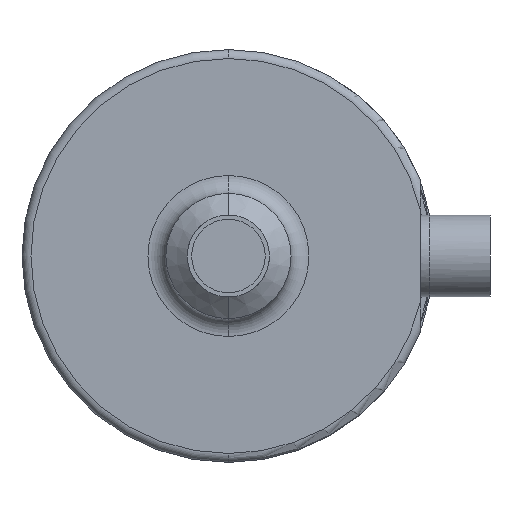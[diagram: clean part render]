
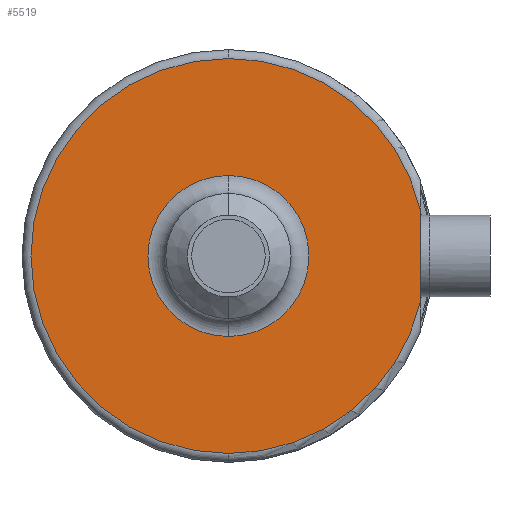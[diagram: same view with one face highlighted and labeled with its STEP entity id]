
A CAD part, front view. The second image highlights one B-rep face of the part: STEP entity #5519.
In plain terms, the highlighted planar face has unit normal (0, -1, 0).
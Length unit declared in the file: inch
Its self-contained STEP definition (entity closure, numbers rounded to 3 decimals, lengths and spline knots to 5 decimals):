
#139 = LINE ( 'NONE', #1589, #2035 ) ;
#294 = DIRECTION ( 'NONE',  ( 0., 0., -1. ) ) ;
#351 = DIRECTION ( 'NONE',  ( 0., 1., 0. ) ) ;
#417 = CARTESIAN_POINT ( 'NONE',  ( 2.685, 0.54, -0.63904 ) ) ;
#489 = CIRCLE ( 'NONE', #2572, 2.76 ) ;
#567 = ORIENTED_EDGE ( 'NONE', *, *, #3737, .T. ) ;
#730 = VERTEX_POINT ( 'NONE', #1049 ) ;
#961 = ORIENTED_EDGE ( 'NONE', *, *, #2622, .T. ) ;
#1049 = CARTESIAN_POINT ( 'NONE',  ( 0., 0.54, -2.76 ) ) ;
#1078 = CARTESIAN_POINT ( 'NONE',  ( 0., 0.54, 0. ) ) ;
#1096 = DIRECTION ( 'NONE',  ( 0., 1., 0. ) ) ;
#1232 = CARTESIAN_POINT ( 'NONE',  ( -2.76, 0.54, 0. ) ) ;
#1334 = EDGE_CURVE ( 'NONE', #5332, #730, #489, .T. ) ;
#1428 = VERTEX_POINT ( 'NONE', #2049 ) ;
#1474 = DIRECTION ( 'NONE',  ( 0., 0., 1. ) ) ;
#1589 = CARTESIAN_POINT ( 'NONE',  ( 2.685, 0.54, 0. ) ) ;
#1736 = AXIS2_PLACEMENT_3D ( 'NONE', #1232, #3526, #294 ) ;
#1886 = ORIENTED_EDGE ( 'NONE', *, *, #2315, .F. ) ;
#2035 = VECTOR ( 'NONE', #5951, 39.37008 ) ;
#2049 = CARTESIAN_POINT ( 'NONE',  ( 0., 0.54, 1.125 ) ) ;
#2082 = CARTESIAN_POINT ( 'NONE',  ( 0., 0.54, 0. ) ) ;
#2115 = AXIS2_PLACEMENT_3D ( 'NONE', #2082, #4013, #4496 ) ;
#2119 = EDGE_LOOP ( 'NONE', ( #2208, #4584, #1886, #2133 ) ) ;
#2133 = ORIENTED_EDGE ( 'NONE', *, *, #1334, .F. ) ;
#2194 = CIRCLE ( 'NONE', #4751, 2.76 ) ;
#2199 = CARTESIAN_POINT ( 'NONE',  ( 0., 0.54, -1.125 ) ) ;
#2208 = ORIENTED_EDGE ( 'NONE', *, *, #2431, .F. ) ;
#2266 = AXIS2_PLACEMENT_3D ( 'NONE', #2348, #351, #3702 ) ;
#2315 = EDGE_CURVE ( 'NONE', #730, #4765, #2194, .T. ) ;
#2348 = CARTESIAN_POINT ( 'NONE',  ( 0., 0.54, 0. ) ) ;
#2431 = EDGE_CURVE ( 'NONE', #4205, #5332, #139, .T. ) ;
#2446 = CARTESIAN_POINT ( 'NONE',  ( 0., 0.54, 0. ) ) ;
#2572 = AXIS2_PLACEMENT_3D ( 'NONE', #1078, #5011, #3502 ) ;
#2609 = DIRECTION ( 'NONE',  ( 0., 0., 1. ) ) ;
#2622 = EDGE_CURVE ( 'NONE', #6129, #1428, #3696, .T. ) ;
#2847 = FACE_BOUND ( 'NONE', #6202, .T. ) ;
#3502 = DIRECTION ( 'NONE',  ( 0., 0., 1. ) ) ;
#3526 = DIRECTION ( 'NONE',  ( 0., -1., 0. ) ) ;
#3553 = CARTESIAN_POINT ( 'NONE',  ( 2.685, 0.54, 0.63904 ) ) ;
#3696 = CIRCLE ( 'NONE', #4418, 1.125 ) ;
#3702 = DIRECTION ( 'NONE',  ( 0., 0., 1. ) ) ;
#3737 = EDGE_CURVE ( 'NONE', #1428, #6129, #5830, .T. ) ;
#3973 = CIRCLE ( 'NONE', #2266, 2.76 ) ;
#4010 = CARTESIAN_POINT ( 'NONE',  ( 0., 0.54, 0. ) ) ;
#4013 = DIRECTION ( 'NONE',  ( 0., 1., 0. ) ) ;
#4205 = VERTEX_POINT ( 'NONE', #3553 ) ;
#4228 = DIRECTION ( 'NONE',  ( 0., 1., 0. ) ) ;
#4327 = CARTESIAN_POINT ( 'NONE',  ( 0., 0.54, 2.76 ) ) ;
#4418 = AXIS2_PLACEMENT_3D ( 'NONE', #4010, #1096, #2609 ) ;
#4496 = DIRECTION ( 'NONE',  ( 0., 0., 1. ) ) ;
#4530 = PLANE ( 'NONE',  #1736 ) ;
#4584 = ORIENTED_EDGE ( 'NONE', *, *, #5661, .F. ) ;
#4591 = FACE_OUTER_BOUND ( 'NONE', #2119, .T. ) ;
#4751 = AXIS2_PLACEMENT_3D ( 'NONE', #2446, #4228, #1474 ) ;
#4765 = VERTEX_POINT ( 'NONE', #4327 ) ;
#5011 = DIRECTION ( 'NONE',  ( 0., 1., 0. ) ) ;
#5332 = VERTEX_POINT ( 'NONE', #417 ) ;
#5519 = ADVANCED_FACE ( 'NONE', ( #4591, #2847 ), #4530, .T. ) ;
#5661 = EDGE_CURVE ( 'NONE', #4765, #4205, #3973, .T. ) ;
#5830 = CIRCLE ( 'NONE', #2115, 1.125 ) ;
#5951 = DIRECTION ( 'NONE',  ( 0., 0., -1. ) ) ;
#6129 = VERTEX_POINT ( 'NONE', #2199 ) ;
#6202 = EDGE_LOOP ( 'NONE', ( #567, #961 ) ) ;
